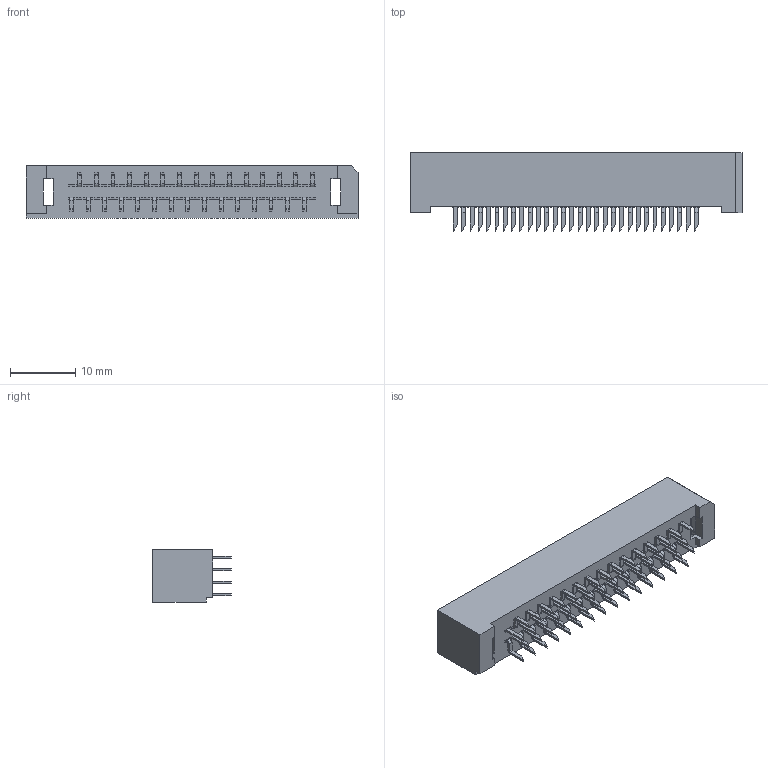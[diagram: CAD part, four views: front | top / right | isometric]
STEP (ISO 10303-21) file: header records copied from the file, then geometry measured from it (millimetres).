
FILE_DESCRIPTION (( 'STEP AP203' ), '1' );
FILE_NAME ('K3D-TX25-60P-6ST-N1E-V2_JAE_Proprietary.STEP', '2014-08-29T06:53:19', ( '' ), ( '' ), 'SwSTEP 2.0', 'SolidWorks 2014', '' );
FILE_SCHEMA (( 'CONFIG_CONTROL_DESIGN' ));
Length unit declared in the file: millimetre
Products named in the file (1): K3D-TX25-60P-6ST-N1E-V2_JAE_Proprietary
Bounding box: 50.7 x 12 x 8 mm (x, y, z)
Volume: 1836.7 mm3; surface area: 3331.2 mm2
Topology: 1 solids, 1 shells, 853 faces, 2291 edges, 1498 vertices
Faces by surface type: plane 733, cylinder 120
Entity records: 26309 total; most frequent: CARTESIAN_POINT 4652, ORIENTED_EDGE 4582, DIRECTION 4236, EDGE_CURVE 2291, VECTOR 2048, LINE 2048, VERTEX_POINT 1498, AXIS2_PLACEMENT_3D 1094
